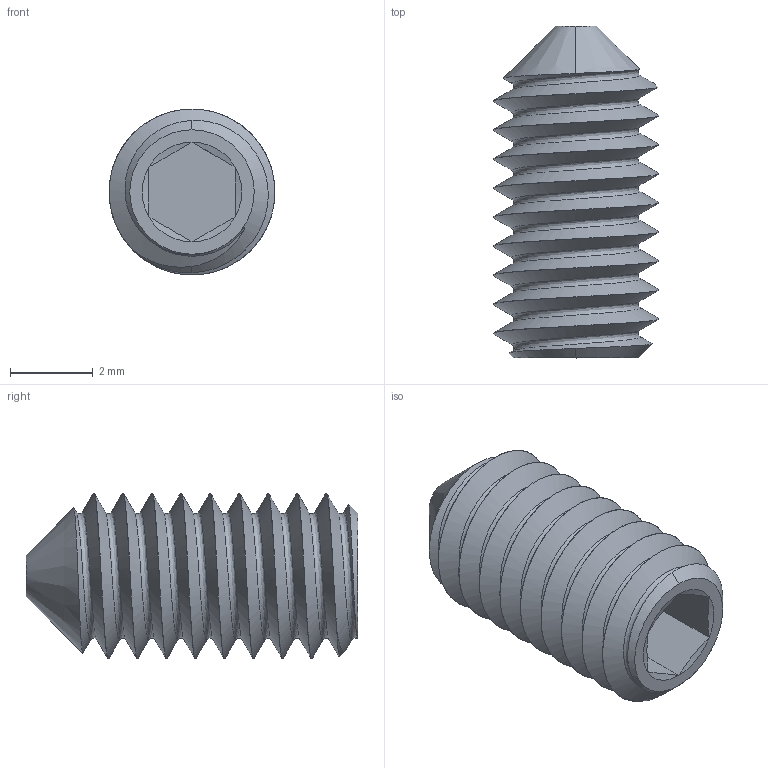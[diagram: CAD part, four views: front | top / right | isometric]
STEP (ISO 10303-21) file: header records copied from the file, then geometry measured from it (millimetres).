
FILE_DESCRIPTION (( 'STEP AP214' ), '1' );
FILE_NAME ('M4.STEP', '2019-03-27T17:40:05', ( '' ), ( '' ), 'SwSTEP 2.0', 'SolidWorks 2018', '' );
FILE_SCHEMA (( 'AUTOMOTIVE_DESIGN' ));
Length unit declared in the file: millimetre
Products named in the file (1): M4
Bounding box: 4 x 8 x 4 mm (x, y, z)
Volume: 60 mm3; surface area: 164.8 mm2
Topology: 1 solids, 1 shells, 42 faces, 105 edges, 66 vertices
Faces by surface type: cylinder 18, cone 12, plane 9, bspline 3
Entity records: 2967 total; most frequent: CARTESIAN_POINT 2087, ORIENTED_EDGE 210, DIRECTION 140, EDGE_CURVE 105, VERTEX_POINT 66, AXIS2_PLACEMENT_3D 53, EDGE_LOOP 43, ADVANCED_FACE 42
